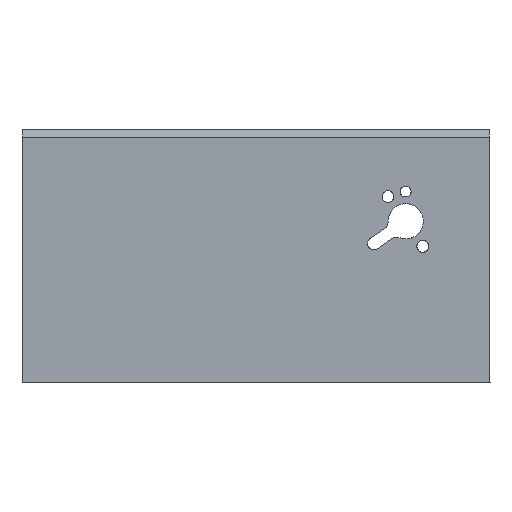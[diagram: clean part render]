
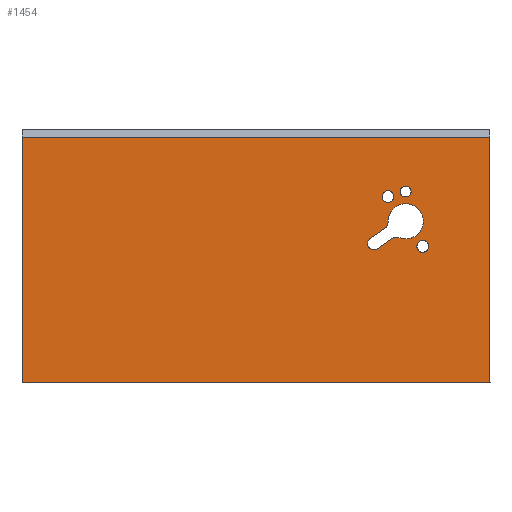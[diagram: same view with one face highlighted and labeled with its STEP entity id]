
A CAD part, front view. The second image highlights one B-rep face of the part: STEP entity #1454.
In plain terms, the highlighted planar face has unit normal (0, -1, 0).
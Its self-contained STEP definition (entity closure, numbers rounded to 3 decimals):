
#1049=CARTESIAN_POINT('',(-39.447,264.629,527.076));
#1050=VERTEX_POINT('',#1049);
#1058=CARTESIAN_POINT('',(-37.032,264.629,527.328));
#1059=VERTEX_POINT('',#1058);
#1060=CARTESIAN_POINT('',(-37.032,264.629,527.328));
#1061=CARTESIAN_POINT('',(-37.228,264.629,527.411));
#1062=CARTESIAN_POINT('',(-37.431,264.629,527.469));
#1063=CARTESIAN_POINT('',(-37.639,264.629,527.5));
#1064=CARTESIAN_POINT('',(-37.744,264.629,527.516));
#1065=CARTESIAN_POINT('',(-37.85,264.629,527.525));
#1066=CARTESIAN_POINT('',(-37.956,264.629,527.527));
#1067=CARTESIAN_POINT('',(-38.062,264.629,527.53));
#1068=CARTESIAN_POINT('',(-38.168,264.629,527.525));
#1069=CARTESIAN_POINT('',(-38.272,264.629,527.515));
#1070=CARTESIAN_POINT('',(-38.377,264.629,527.504));
#1071=CARTESIAN_POINT('',(-38.48,264.629,527.486));
#1072=CARTESIAN_POINT('',(-38.584,264.629,527.462));
#1073=CARTESIAN_POINT('',(-38.687,264.629,527.438));
#1074=CARTESIAN_POINT('',(-38.789,264.629,527.407));
#1075=CARTESIAN_POINT('',(-38.888,264.629,527.37));
#1076=CARTESIAN_POINT('',(-39.086,264.629,527.296));
#1077=CARTESIAN_POINT('',(-39.272,264.629,527.198));
#1078=CARTESIAN_POINT('',(-39.447,264.629,527.076));
#1079=B_SPLINE_CURVE_WITH_KNOTS('',3,(#1060,#1061,#1062,#1063,#1064,#1065,#1066,#1067,#1068,#1069,#1070,#1071,#1072,#1073,#1074,#1075,#1076,#1077,#1078),.UNSPECIFIED.,.F.,.F.,(4,3,3,3,3,3,4),(0.,0.001,0.001,0.001,0.002,0.002,0.003),.UNSPECIFIED.);
#1080=EDGE_CURVE('',#1059,#1050,#1079,.T.);
#1098=CARTESIAN_POINT('',(-45.394,264.63,522.911));
#1099=VERTEX_POINT('',#1098);
#1106=CARTESIAN_POINT('',(-45.394,264.63,522.911));
#1107=DIRECTION('',(0.819,0.,0.574));
#1108=VECTOR('',#1107,7.261);
#1109=LINE('',#1106,#1108);
#1110=EDGE_CURVE('',#1099,#1050,#1109,.T.);
#1123=CARTESIAN_POINT('',(-48.876,264.631,523.525));
#1124=VERTEX_POINT('',#1123);
#1131=CARTESIAN_POINT('',(-46.828,264.631,524.959));
#1132=DIRECTION('',(0.,1.,-0.));
#1133=DIRECTION('',(-0.574,0.,0.819));
#1134=AXIS2_PLACEMENT_3D('',#1131,#1132,#1133);
#1135=ELLIPSE('',#1134,2.5,2.5);
#1136=EDGE_CURVE('',#1099,#1124,#1135,.T.);
#1148=CARTESIAN_POINT('',(-48.262,264.631,527.007));
#1149=VERTEX_POINT('',#1148);
#1156=CARTESIAN_POINT('',(-46.828,264.631,524.959));
#1157=DIRECTION('',(0.,1.,-0.));
#1158=DIRECTION('',(-0.574,0.,0.819));
#1159=AXIS2_PLACEMENT_3D('',#1156,#1157,#1158);
#1160=ELLIPSE('',#1159,2.5,2.5);
#1161=EDGE_CURVE('',#1124,#1149,#1160,.T.);
#1171=CARTESIAN_POINT('',(-42.324,264.63,531.165));
#1172=VERTEX_POINT('',#1171);
#1173=CARTESIAN_POINT('',(-42.324,264.63,531.165));
#1174=DIRECTION('',(-0.819,0.,-0.574));
#1175=VECTOR('',#1174,7.249);
#1176=LINE('',#1173,#1175);
#1177=EDGE_CURVE('',#1172,#1149,#1176,.T.);
#1233=CARTESIAN_POINT('',(-41.262,264.63,533.354));
#1234=VERTEX_POINT('',#1233);
#1242=CARTESIAN_POINT('',(-42.324,264.63,531.165));
#1243=CARTESIAN_POINT('',(-42.149,264.63,531.288));
#1244=CARTESIAN_POINT('',(-41.993,264.63,531.43));
#1245=CARTESIAN_POINT('',(-41.856,264.63,531.591));
#1246=CARTESIAN_POINT('',(-41.787,264.63,531.671));
#1247=CARTESIAN_POINT('',(-41.723,264.63,531.757));
#1248=CARTESIAN_POINT('',(-41.665,264.63,531.846));
#1249=CARTESIAN_POINT('',(-41.607,264.63,531.935));
#1250=CARTESIAN_POINT('',(-41.555,264.63,532.027));
#1251=CARTESIAN_POINT('',(-41.509,264.63,532.122));
#1252=CARTESIAN_POINT('',(-41.463,264.63,532.216));
#1253=CARTESIAN_POINT('',(-41.423,264.63,532.314));
#1254=CARTESIAN_POINT('',(-41.389,264.63,532.415));
#1255=CARTESIAN_POINT('',(-41.355,264.63,532.515));
#1256=CARTESIAN_POINT('',(-41.327,264.63,532.619));
#1257=CARTESIAN_POINT('',(-41.306,264.63,532.723));
#1258=CARTESIAN_POINT('',(-41.265,264.63,532.93));
#1259=CARTESIAN_POINT('',(-41.25,264.63,533.14));
#1260=CARTESIAN_POINT('',(-41.262,264.63,533.354));
#1261=B_SPLINE_CURVE_WITH_KNOTS('',3,(#1242,#1243,#1244,#1245,#1246,#1247,#1248,#1249,#1250,#1251,#1252,#1253,#1254,#1255,#1256,#1257,#1258,#1259,#1260),.UNSPECIFIED.,.F.,.F.,(4,3,3,3,3,3,4),(0.,0.001,0.001,0.001,0.002,0.002,0.003),.UNSPECIFIED.);
#1262=EDGE_CURVE('',#1172,#1234,#1261,.T.);
#1273=CARTESIAN_POINT('',(-34.295,264.629,540.724));
#1274=VERTEX_POINT('',#1273);
#1281=CARTESIAN_POINT('',(-34.295,264.629,533.746));
#1282=DIRECTION('',(0.,-1.,0.));
#1283=DIRECTION('',(1.,0.,-0.));
#1284=AXIS2_PLACEMENT_3D('',#1281,#1282,#1283);
#1285=ELLIPSE('',#1284,6.978,6.978);
#1286=EDGE_CURVE('',#1274,#1234,#1285,.T.);
#1298=CARTESIAN_POINT('',(-39.346,264.629,544.843));
#1299=VERTEX_POINT('',#1298);
#1306=CARTESIAN_POINT('',(-39.923,264.63,541.57));
#1307=VERTEX_POINT('',#1306);
#1308=CARTESIAN_POINT('',(-41.271,264.63,543.495));
#1309=DIRECTION('',(0.,1.,-0.));
#1310=DIRECTION('',(0.574,0.,-0.819));
#1311=AXIS2_PLACEMENT_3D('',#1308,#1309,#1310);
#1312=ELLIPSE('',#1311,2.35,2.35);
#1313=EDGE_CURVE('',#1307,#1299,#1312,.T.);
#1315=CARTESIAN_POINT('',(-41.271,264.63,543.495));
#1316=DIRECTION('',(0.,1.,-0.));
#1317=DIRECTION('',(0.574,0.,-0.819));
#1318=AXIS2_PLACEMENT_3D('',#1315,#1316,#1317);
#1319=ELLIPSE('',#1318,2.35,2.35);
#1320=EDGE_CURVE('',#1299,#1307,#1319,.T.);
#1333=CARTESIAN_POINT('',(-25.58,264.628,525.184));
#1334=VERTEX_POINT('',#1333);
#1341=CARTESIAN_POINT('',(-26.157,264.628,521.911));
#1342=VERTEX_POINT('',#1341);
#1343=CARTESIAN_POINT('',(-27.505,264.628,523.836));
#1344=DIRECTION('',(0.,1.,-0.));
#1345=DIRECTION('',(0.574,0.,-0.819));
#1346=AXIS2_PLACEMENT_3D('',#1343,#1344,#1345);
#1347=ELLIPSE('',#1346,2.35,2.35);
#1348=EDGE_CURVE('',#1342,#1334,#1347,.T.);
#1350=CARTESIAN_POINT('',(-27.505,264.628,523.836));
#1351=DIRECTION('',(0.,1.,-0.));
#1352=DIRECTION('',(0.574,0.,-0.819));
#1353=AXIS2_PLACEMENT_3D('',#1350,#1351,#1352);
#1354=ELLIPSE('',#1353,2.35,2.35);
#1355=EDGE_CURVE('',#1334,#1342,#1354,.T.);
#1368=CARTESIAN_POINT('',(-36.433,264.629,545.51));
#1369=VERTEX_POINT('',#1368);
#1378=CARTESIAN_POINT('',(-34.283,264.629,545.51));
#1379=DIRECTION('',(0.,-1.,0.));
#1380=DIRECTION('',(-1.,0.,0.));
#1381=AXIS2_PLACEMENT_3D('',#1378,#1379,#1380);
#1382=ELLIPSE('',#1381,2.15,2.15);
#1383=EDGE_CURVE('',#1369,#1369,#1382,.T.);
#1388=CARTESIAN_POINT('',(-162.325,264.647,465.393));
#1389=DIRECTION('',(0.,1.,-0.));
#1390=DIRECTION('',(-1.,0.,0.));
#1391=AXIS2_PLACEMENT_3D('',#1388,#1389,#1390);
#1392=PLANE('',#1391);
#1393=CARTESIAN_POINT('',(-185.977,264.65,470.032));
#1394=VERTEX_POINT('',#1393);
#1395=CARTESIAN_POINT('',(-0.941,264.624,470.032));
#1396=VERTEX_POINT('',#1395);
#1397=CARTESIAN_POINT('',(-185.977,264.65,470.032));
#1398=DIRECTION('',(1.,0.,-0.));
#1399=VECTOR('',#1398,185.036);
#1400=LINE('',#1397,#1399);
#1401=EDGE_CURVE('',#1394,#1396,#1400,.T.);
#1402=ORIENTED_EDGE('',*,*,#1401,.T.);
#1403=CARTESIAN_POINT('',(-0.941,264.624,567.032));
#1404=VERTEX_POINT('',#1403);
#1405=CARTESIAN_POINT('',(-0.941,264.624,470.032));
#1406=DIRECTION('',(0.,0.,1.));
#1407=VECTOR('',#1406,97.);
#1408=LINE('',#1405,#1407);
#1409=EDGE_CURVE('',#1396,#1404,#1408,.T.);
#1410=ORIENTED_EDGE('',*,*,#1409,.T.);
#1411=CARTESIAN_POINT('',(-185.977,264.65,567.032));
#1412=VERTEX_POINT('',#1411);
#1413=CARTESIAN_POINT('',(-185.977,264.65,567.032));
#1414=DIRECTION('',(1.,0.,-0.));
#1415=VECTOR('',#1414,185.036);
#1416=LINE('',#1413,#1415);
#1417=EDGE_CURVE('',#1412,#1404,#1416,.T.);
#1418=ORIENTED_EDGE('',*,*,#1417,.F.);
#1419=CARTESIAN_POINT('',(-185.977,264.65,470.032));
#1420=DIRECTION('',(-0.,0.,1.));
#1421=VECTOR('',#1420,97.);
#1422=LINE('',#1419,#1421);
#1423=EDGE_CURVE('',#1394,#1412,#1422,.T.);
#1424=ORIENTED_EDGE('',*,*,#1423,.F.);
#1425=EDGE_LOOP('',(#1402,#1410,#1418,#1424));
#1426=FACE_BOUND('',#1425,.T.);
#1427=ORIENTED_EDGE('',*,*,#1383,.F.);
#1428=EDGE_LOOP('',(#1427));
#1429=FACE_BOUND('',#1428,.T.);
#1430=ORIENTED_EDGE('',*,*,#1348,.T.);
#1431=ORIENTED_EDGE('',*,*,#1355,.T.);
#1432=EDGE_LOOP('',(#1430,#1431));
#1433=FACE_BOUND('',#1432,.T.);
#1434=ORIENTED_EDGE('',*,*,#1313,.T.);
#1435=ORIENTED_EDGE('',*,*,#1320,.T.);
#1436=EDGE_LOOP('',(#1434,#1435));
#1437=FACE_BOUND('',#1436,.T.);
#1438=ORIENTED_EDGE('',*,*,#1286,.F.);
#1439=CARTESIAN_POINT('',(-34.295,264.629,533.746));
#1440=DIRECTION('',(0.,-1.,0.));
#1441=DIRECTION('',(1.,0.,-0.));
#1442=AXIS2_PLACEMENT_3D('',#1439,#1440,#1441);
#1443=ELLIPSE('',#1442,6.978,6.978);
#1444=EDGE_CURVE('',#1059,#1274,#1443,.T.);
#1445=ORIENTED_EDGE('',*,*,#1444,.F.);
#1446=ORIENTED_EDGE('',*,*,#1080,.T.);
#1447=ORIENTED_EDGE('',*,*,#1110,.F.);
#1448=ORIENTED_EDGE('',*,*,#1136,.T.);
#1449=ORIENTED_EDGE('',*,*,#1161,.T.);
#1450=ORIENTED_EDGE('',*,*,#1177,.F.);
#1451=ORIENTED_EDGE('',*,*,#1262,.T.);
#1452=EDGE_LOOP('',(#1438,#1445,#1446,#1447,#1448,#1449,#1450,#1451));
#1453=FACE_BOUND('',#1452,.T.);
#1454=ADVANCED_FACE('',(#1426,#1429,#1433,#1437,#1453),#1392,.F.);
